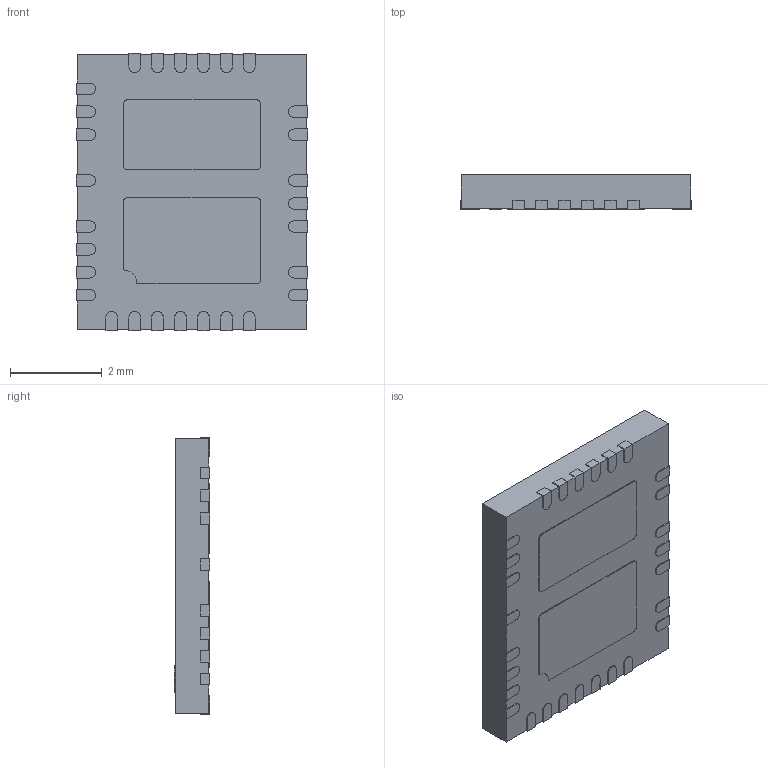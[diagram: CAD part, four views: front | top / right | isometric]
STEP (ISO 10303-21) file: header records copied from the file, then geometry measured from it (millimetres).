
FILE_DESCRIPTION(/* description */ (''),/* implementation_level */ '2;1');
FILE_NAME(/* name */ 'LT3956.step',/* time_stamp */ '2021-10-31T20:51:13+01:00',/* author */ (''),/* organization */ (''),/* preprocessor_version */ 'ST-DEVELOPER v18.1',/* originating_system */ 'Autodesk Translation Framework v10.10.0.1391',/* authorisation */ '');
FILE_SCHEMA (('AUTOMOTIVE_DESIGN { 1 0 10303 214 3 1 1 }'));
Length unit declared in the file: millimetre
Products named in the file (1): LT3956
Bounding box: 5.04 x 0.77 x 6.04 mm (x, y, z)
Volume: 22.2 mm3; surface area: 77.6 mm2
Topology: 1 solids, 1 shells, 194 faces, 567 edges, 378 vertices
Faces by surface type: plane 157, cylinder 37
Full cylindrical faces by diameter (mm): 0.6 x1
Entity records: 6427 total; most frequent: CARTESIAN_POINT 1140, ORIENTED_EDGE 1134, DIRECTION 1031, EDGE_CURVE 567, LINE 493, VECTOR 493, VERTEX_POINT 378, AXIS2_PLACEMENT_3D 269
